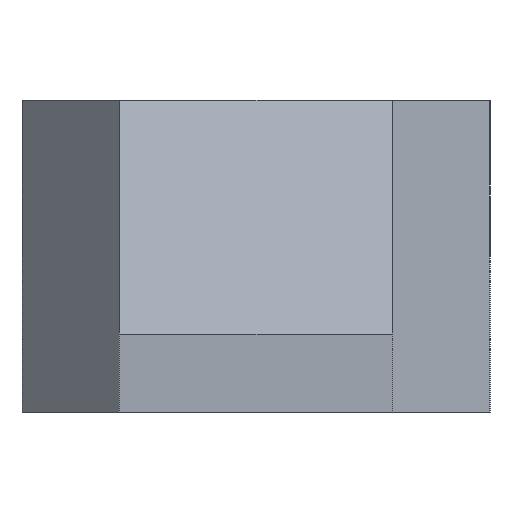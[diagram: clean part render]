
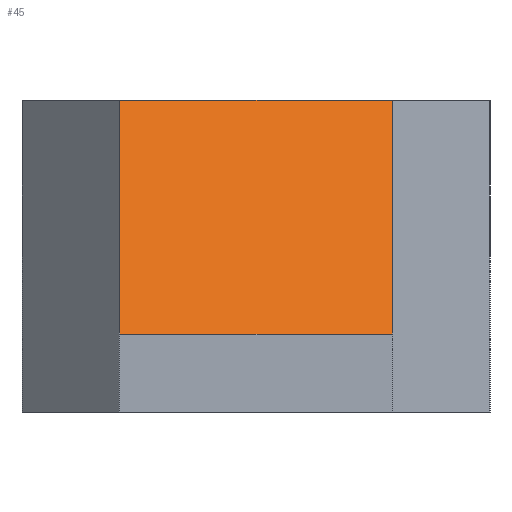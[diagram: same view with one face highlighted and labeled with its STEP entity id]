
A CAD part, left-side view. The second image highlights one B-rep face of the part: STEP entity #45.
In plain terms, the highlighted planar face has unit normal (-0.707, 0, 0.707).
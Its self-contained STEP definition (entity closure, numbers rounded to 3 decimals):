
#45=ADVANCED_FACE('',(#98),#99,.F.);
#98=FACE_OUTER_BOUND('',#158,.T.);
#99=PLANE('',#159);
#158=EDGE_LOOP('',(#222,#223,#224,#225));
#159=AXIS2_PLACEMENT_3D('',#226,#227,#228);
#222=ORIENTED_EDGE('',*,*,#374,.F.);
#223=ORIENTED_EDGE('',*,*,#375,.F.);
#224=ORIENTED_EDGE('',*,*,#376,.F.);
#225=ORIENTED_EDGE('',*,*,#377,.F.);
#226=CARTESIAN_POINT('',(-64.0,-18.5,25.0));
#227=DIRECTION('',(0.707,0.,-0.707));
#228=DIRECTION('',(-0.707,0.,-0.707));
#374=EDGE_CURVE('',#444,#445,#446,.T.);
#375=EDGE_CURVE('',#447,#444,#448,.T.);
#376=EDGE_CURVE('',#449,#447,#450,.T.);
#377=EDGE_CURVE('',#445,#449,#451,.T.);
#444=VERTEX_POINT('',#540);
#445=VERTEX_POINT('',#541);
#446=LINE('',#542,#543);
#447=VERTEX_POINT('',#544);
#448=LINE('',#545,#546);
#449=VERTEX_POINT('',#547);
#450=LINE('',#548,#549);
#451=LINE('',#550,#551);
#540=CARTESIAN_POINT('',(-79.0,17.5,10.0));
#541=CARTESIAN_POINT('',(-49.0,17.5,40.0));
#542=CARTESIAN_POINT('',(-68.375,17.5,20.625));
#543=VECTOR('',#662,1.0);
#544=CARTESIAN_POINT('',(-79.0,-17.5,10.0));
#545=CARTESIAN_POINT('',(-79.0,-9.25,10.0));
#546=VECTOR('',#663,1.0);
#547=CARTESIAN_POINT('',(-49.0,-17.5,40.0));
#548=CARTESIAN_POINT('',(-68.375,-17.5,20.625));
#549=VECTOR('',#664,1.0);
#550=CARTESIAN_POINT('',(-49.0,-9.25,40.0));
#551=VECTOR('',#665,1.0);
#662=DIRECTION('',(0.707,0.0,0.707));
#663=DIRECTION('',(0.,1.0,0.));
#664=DIRECTION('',(-0.707,-0.0,-0.707));
#665=DIRECTION('',(0.0,-1.0,0.0));
